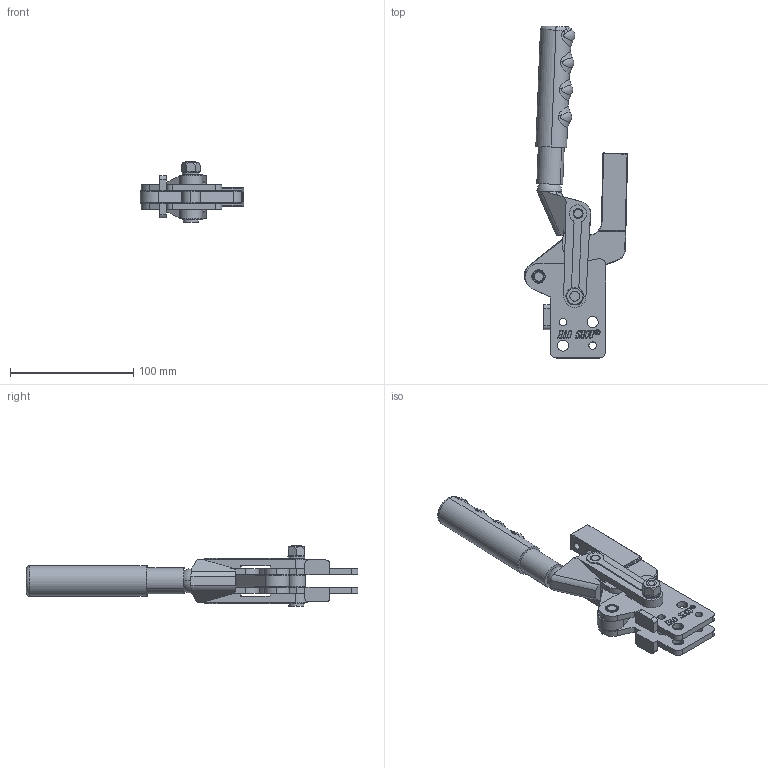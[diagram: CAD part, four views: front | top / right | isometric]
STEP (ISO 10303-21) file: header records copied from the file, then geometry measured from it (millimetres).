
FILE_DESCRIPTION (( 'STEP AP203' ), '1' );
FILE_NAME ('HS-70730B .STEP', '2019-08-29T03:30:54', ( '微软用户' ), ( '微软中国' ), 'SwSTEP 2.0', 'SolidWorks 2012', '' );
FILE_SCHEMA (( 'CONFIG_CONTROL_DESIGN' ));
Length unit declared in the file: millimetre
Products named in the file (14): 忒梟; 揤旋; 蟀裝; 菁釱 (2); HS-70730B ; prevailing torque hex nuts2 class 9 gb_GB_HEXAGON_LOCK_TYPE5 M8-N; curved single coil spring lock washers gb_GB_FASTENER_WASHER_CSLW 8; 階杶; 酗种; 眻种; T倛种; 騵艦杶; 忒參奪; 忒參杶
Assembly tree (22 placements, depth 2):
  HS-70730B 
    菁釱 (2)
    蟀裝  x2
    揤旋
    忒梟
    忒參杶
    忒參奪
    騵艦杶  x8
    T倛种
    眻种  x2
    酗种
    階杶
    curved single coil spring lock washers gb_GB_FASTENER_WASHER_CSLW 8
    prevailing torque hex nuts2 class 9 gb_GB_HEXAGON_LOCK_TYPE5 M8-N
Bounding box: 83.73 x 268.89 x 49 mm (x, y, z)
Volume: 166013.7 mm3; surface area: 90159.6 mm2
Topology: 23 solids, 23 shells, 842 faces, 2118 edges, 1355 vertices
Faces by surface type: plane 368, cylinder 186, bspline 165, cone 114, torus 7, sphere 2
Entity records: 34004 total; most frequent: CARTESIAN_POINT 15314, ORIENTED_EDGE 3754, DIRECTION 3062, EDGE_CURVE 1877, VERTEX_POINT 1215, LINE 1136, VECTOR 1136, AXIS2_PLACEMENT_3D 963
